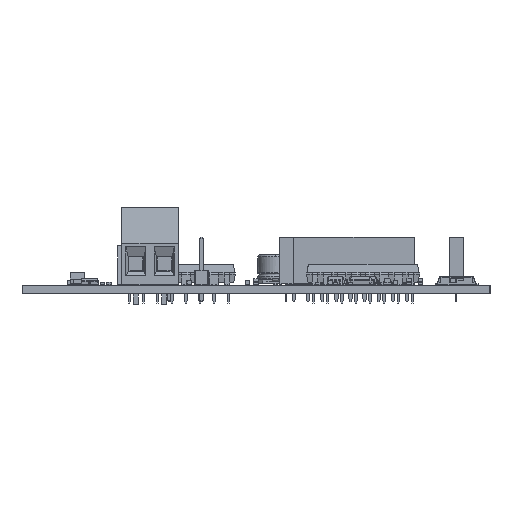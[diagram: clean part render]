
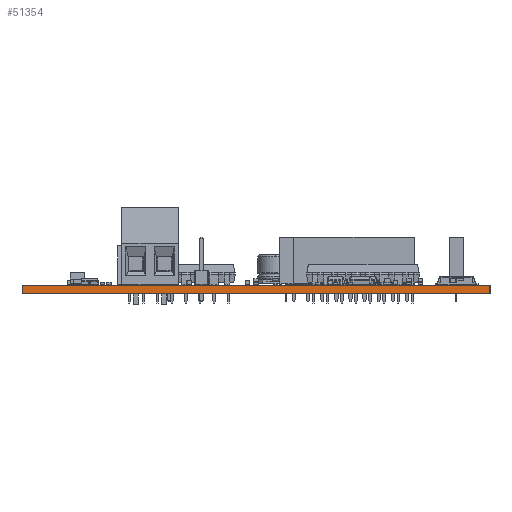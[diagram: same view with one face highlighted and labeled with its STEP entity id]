
A CAD part, left-side view. The second image highlights one B-rep face of the part: STEP entity #51354.
In plain terms, the highlighted planar face has unit normal (-1, 0, 0).
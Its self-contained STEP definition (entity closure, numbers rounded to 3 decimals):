
#51298 = VERTEX_POINT('',#51299);
#51299 = CARTESIAN_POINT('',(50.,-97.5,1.51));
#51305 = EDGE_CURVE('',#51306,#51298,#51308,.T.);
#51306 = VERTEX_POINT('',#51307);
#51307 = CARTESIAN_POINT('',(50.,-97.5,0.));
#51308 = LINE('',#51309,#51310);
#51309 = CARTESIAN_POINT('',(50.,-97.5,0.));
#51310 = VECTOR('',#51311,1.);
#51311 = DIRECTION('',(0.,0.,1.));
#51354 = ADVANCED_FACE('',(#51355),#51380,.T.);
#51355 = FACE_BOUND('',#51356,.T.);
#51356 = EDGE_LOOP('',(#51357,#51358,#51366,#51374));
#51357 = ORIENTED_EDGE('',*,*,#51305,.T.);
#51358 = ORIENTED_EDGE('',*,*,#51359,.T.);
#51359 = EDGE_CURVE('',#51298,#51360,#51362,.T.);
#51360 = VERTEX_POINT('',#51361);
#51361 = CARTESIAN_POINT('',(50.,-13.5,1.51));
#51362 = LINE('',#51363,#51364);
#51363 = CARTESIAN_POINT('',(50.,-97.5,1.51));
#51364 = VECTOR('',#51365,1.);
#51365 = DIRECTION('',(0.,1.,0.));
#51366 = ORIENTED_EDGE('',*,*,#51367,.F.);
#51367 = EDGE_CURVE('',#51368,#51360,#51370,.T.);
#51368 = VERTEX_POINT('',#51369);
#51369 = CARTESIAN_POINT('',(50.,-13.5,0.));
#51370 = LINE('',#51371,#51372);
#51371 = CARTESIAN_POINT('',(50.,-13.5,0.));
#51372 = VECTOR('',#51373,1.);
#51373 = DIRECTION('',(0.,0.,1.));
#51374 = ORIENTED_EDGE('',*,*,#51375,.F.);
#51375 = EDGE_CURVE('',#51306,#51368,#51376,.T.);
#51376 = LINE('',#51377,#51378);
#51377 = CARTESIAN_POINT('',(50.,-97.5,0.));
#51378 = VECTOR('',#51379,1.);
#51379 = DIRECTION('',(0.,1.,0.));
#51380 = PLANE('',#51381);
#51381 = AXIS2_PLACEMENT_3D('',#51382,#51383,#51384);
#51382 = CARTESIAN_POINT('',(50.,-97.5,0.));
#51383 = DIRECTION('',(-1.,0.,0.));
#51384 = DIRECTION('',(0.,1.,0.));
